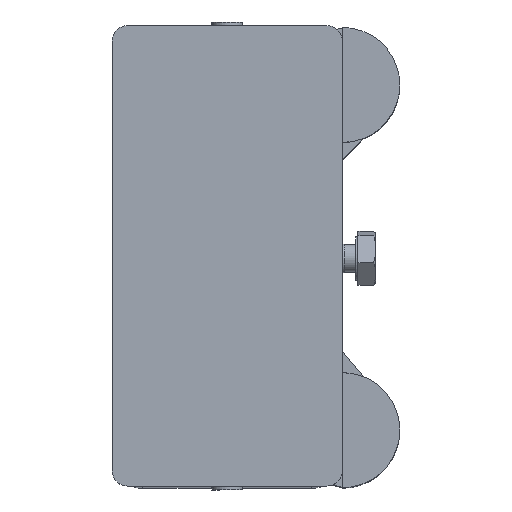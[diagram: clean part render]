
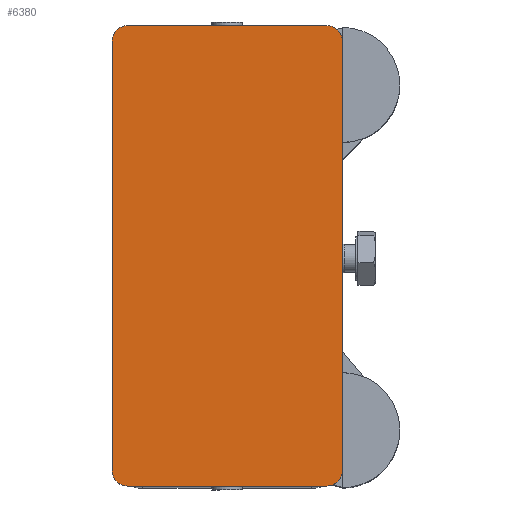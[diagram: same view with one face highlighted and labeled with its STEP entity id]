
A CAD part, top view. The second image highlights one B-rep face of the part: STEP entity #6380.
In plain terms, the highlighted face is planar.
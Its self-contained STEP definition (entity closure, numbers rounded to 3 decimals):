
#758=FACE_OUTER_BOUND('',#1133,.T.);
#1133=EDGE_LOOP('',(#5467,#5468,#5469,#5470,#5471,#5472,#5473,#5474));
#1299=CIRCLE('',#6871,4.);
#1300=CIRCLE('',#6874,4.);
#1301=CIRCLE('',#6877,4.);
#1302=CIRCLE('',#6880,4.);
#1789=LINE('',#10993,#2425);
#1793=LINE('',#11002,#2429);
#1796=LINE('',#11010,#2432);
#1799=LINE('',#11018,#2435);
#2425=VECTOR('',#8026,10.);
#2429=VECTOR('',#8036,10.);
#2432=VECTOR('',#8045,10.);
#2435=VECTOR('',#8054,10.);
#3067=VERTEX_POINT('',#10991);
#3068=VERTEX_POINT('',#10992);
#3069=VERTEX_POINT('',#10997);
#3070=VERTEX_POINT('',#11001);
#3071=VERTEX_POINT('',#11005);
#3072=VERTEX_POINT('',#11009);
#3073=VERTEX_POINT('',#11013);
#3074=VERTEX_POINT('',#11017);
#3877=EDGE_CURVE('',#3067,#3068,#1789,.T.);
#3880=EDGE_CURVE('',#3068,#3069,#1299,.T.);
#3882=EDGE_CURVE('',#3069,#3070,#1793,.T.);
#3884=EDGE_CURVE('',#3070,#3071,#1300,.T.);
#3886=EDGE_CURVE('',#3071,#3072,#1796,.T.);
#3888=EDGE_CURVE('',#3072,#3073,#1301,.T.);
#3890=EDGE_CURVE('',#3073,#3074,#1799,.T.);
#3892=EDGE_CURVE('',#3074,#3067,#1302,.T.);
#5467=ORIENTED_EDGE('',*,*,#3877,.F.);
#5468=ORIENTED_EDGE('',*,*,#3892,.F.);
#5469=ORIENTED_EDGE('',*,*,#3890,.F.);
#5470=ORIENTED_EDGE('',*,*,#3888,.F.);
#5471=ORIENTED_EDGE('',*,*,#3886,.F.);
#5472=ORIENTED_EDGE('',*,*,#3884,.F.);
#5473=ORIENTED_EDGE('',*,*,#3882,.F.);
#5474=ORIENTED_EDGE('',*,*,#3880,.F.);
#6043=PLANE('',#6881);
#6380=ADVANCED_FACE('',(#758),#6043,.F.);
#6871=AXIS2_PLACEMENT_3D('',#10998,#8031,#8032);
#6874=AXIS2_PLACEMENT_3D('',#11006,#8040,#8041);
#6877=AXIS2_PLACEMENT_3D('',#11014,#8049,#8050);
#6880=AXIS2_PLACEMENT_3D('',#11021,#8058,#8059);
#6881=AXIS2_PLACEMENT_3D('',#11022,#8060,#8061);
#8026=DIRECTION('',(1.,0.,0.));
#8031=DIRECTION('center_axis',(0.,1.,0.));
#8032=DIRECTION('ref_axis',(1.,0.,0.));
#8036=DIRECTION('',(0.,0.,-1.));
#8040=DIRECTION('center_axis',(0.,1.,0.));
#8041=DIRECTION('ref_axis',(0.,0.,-1.));
#8045=DIRECTION('',(-1.,0.,0.));
#8049=DIRECTION('center_axis',(0.,1.,0.));
#8050=DIRECTION('ref_axis',(-1.,0.,0.));
#8054=DIRECTION('',(0.,0.,1.));
#8058=DIRECTION('center_axis',(0.,1.,0.));
#8059=DIRECTION('ref_axis',(0.,0.,1.));
#8060=DIRECTION('center_axis',(0.,1.,0.));
#8061=DIRECTION('ref_axis',(0.,0.,1.));
#10991=CARTESIAN_POINT('',(5.909,-15.296,36.458));
#10992=CARTESIAN_POINT('',(117.909,-15.296,36.458));
#10993=CARTESIAN_POINT('',(117.909,-15.296,36.458));
#10997=CARTESIAN_POINT('',(121.909,-15.296,32.458));
#10998=CARTESIAN_POINT('Origin',(117.909,-15.296,32.458));
#11001=CARTESIAN_POINT('',(121.909,-15.296,-19.542));
#11002=CARTESIAN_POINT('',(121.909,-15.296,-19.542));
#11005=CARTESIAN_POINT('',(117.909,-15.296,-23.542));
#11006=CARTESIAN_POINT('Origin',(117.909,-15.296,-19.542));
#11009=CARTESIAN_POINT('',(5.909,-15.296,-23.542));
#11010=CARTESIAN_POINT('',(5.909,-15.296,-23.542));
#11013=CARTESIAN_POINT('',(1.909,-15.296,-19.542));
#11014=CARTESIAN_POINT('Origin',(5.909,-15.296,-19.542));
#11017=CARTESIAN_POINT('',(1.909,-15.296,32.458));
#11018=CARTESIAN_POINT('',(1.909,-15.296,32.458));
#11021=CARTESIAN_POINT('Origin',(5.909,-15.296,32.458));
#11022=CARTESIAN_POINT('Origin',(61.909,-15.296,6.458));
